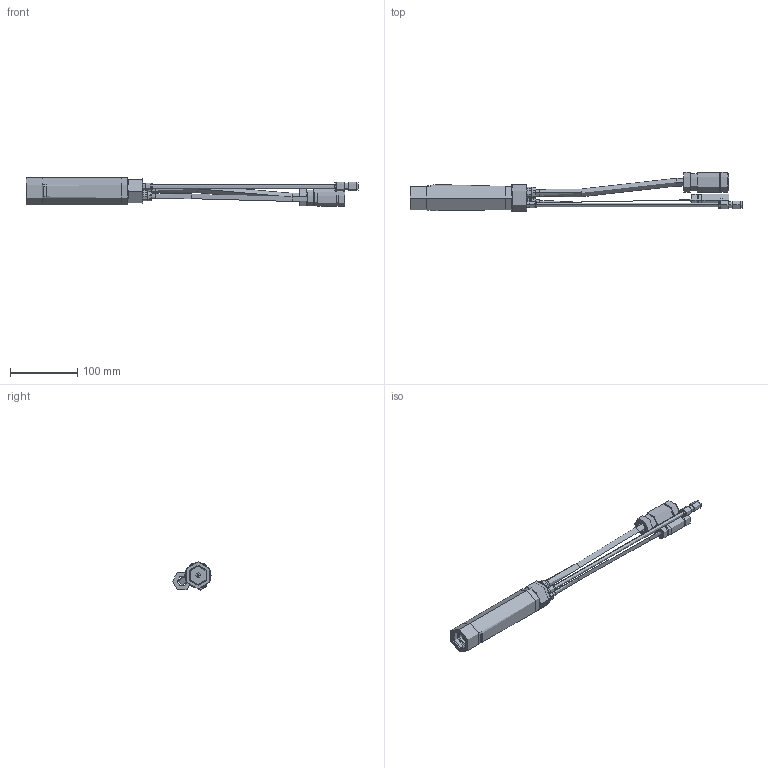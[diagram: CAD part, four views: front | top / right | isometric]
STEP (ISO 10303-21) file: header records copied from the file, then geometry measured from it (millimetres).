
FILE_DESCRIPTION (( 'STEP AP203' ), '1' );
FILE_NAME ('EM-4020.STEP', '2018-04-20T00:29:11', ( '' ), ( '' ), 'SwSTEP 2.0', 'SolidWorks 2013', '' );
FILE_SCHEMA (( 'CONFIG_CONTROL_DESIGN' ));
Length unit declared in the file: millimetre
Products named in the file (1): EM-4020
Bounding box: 492.3 x 57.97 x 42.04 mm (x, y, z)
Topology: 0 solids, 30 shells, 315 faces, 815 edges, 546 vertices
Faces by surface type: plane 121, cylinder 120, cone 66, bspline 8
Entity records: 11753 total; most frequent: CARTESIAN_POINT 4215, DIRECTION 1577, ORIENTED_EDGE 1397, EDGE_CURVE 818, AXIS2_PLACEMENT_3D 619, VERTEX_POINT 546, EDGE_LOOP 365, LINE 339
